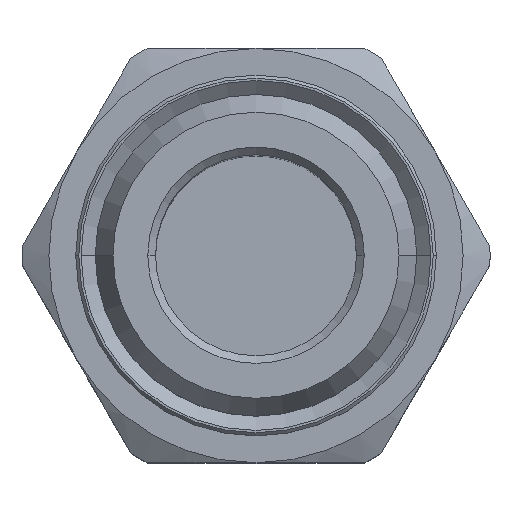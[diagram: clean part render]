
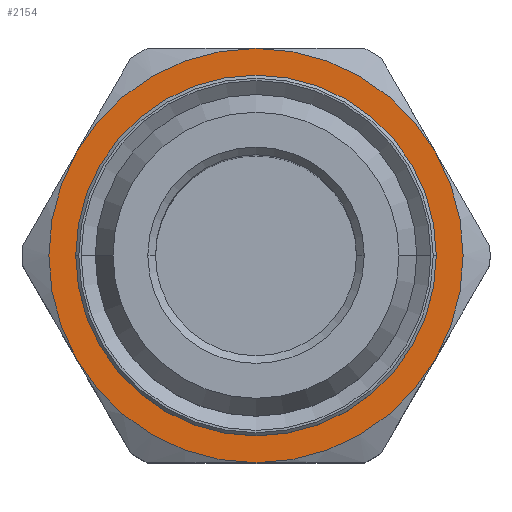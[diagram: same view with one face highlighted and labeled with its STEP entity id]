
A CAD part, top view. The second image highlights one B-rep face of the part: STEP entity #2154.
In plain terms, the highlighted face is planar.
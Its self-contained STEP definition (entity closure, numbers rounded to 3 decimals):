
#794=CARTESIAN_POINT('',(11.75,0.,-40.489));
#795=VERTEX_POINT('',#794);
#811=CARTESIAN_POINT('',(-11.75,0.,-40.489));
#812=VERTEX_POINT('',#811);
#819=CARTESIAN_POINT('',(0.0,0.,-40.489));
#820=DIRECTION('',(0.0,0.0,-1.0));
#821=DIRECTION('',(1.0,0.0,0.0));
#822=AXIS2_PLACEMENT_3D('',#819,#820,#821);
#823=CIRCLE('',#822,11.75);
#824=EDGE_CURVE('',#812,#795,#823,.T.);
#1196=CARTESIAN_POINT('',(0.0,0.,-40.489));
#1197=DIRECTION('',(0.0,0.0,-1.0));
#1198=DIRECTION('',(1.0,0.0,0.0));
#1199=AXIS2_PLACEMENT_3D('',#1196,#1197,#1198);
#1200=CIRCLE('',#1199,11.75);
#1201=EDGE_CURVE('',#795,#812,#1200,.T.);
#1340=CARTESIAN_POINT('',(-11.691,-6.75,-40.489));
#1341=VERTEX_POINT('',#1340);
#1364=CARTESIAN_POINT('',(-11.691,6.75,-40.489));
#1365=VERTEX_POINT('',#1364);
#1379=CARTESIAN_POINT('',(0.0,0.,-40.489));
#1380=DIRECTION('',(0.0,0.0,-1.0));
#1381=DIRECTION('',(-1.0,0.0,0.0));
#1382=AXIS2_PLACEMENT_3D('',#1379,#1380,#1381);
#1383=CIRCLE('',#1382,13.5);
#1384=EDGE_CURVE('',#1341,#1365,#1383,.T.);
#1396=CARTESIAN_POINT('',(0.,-13.5,-40.489));
#1397=VERTEX_POINT('',#1396);
#1433=CARTESIAN_POINT('',(0.0,0.,-40.489));
#1434=DIRECTION('',(0.0,0.0,-1.0));
#1435=DIRECTION('',(-1.0,0.0,0.0));
#1436=AXIS2_PLACEMENT_3D('',#1433,#1434,#1435);
#1437=CIRCLE('',#1436,13.5);
#1438=EDGE_CURVE('',#1397,#1341,#1437,.T.);
#1450=CARTESIAN_POINT('',(11.691,-6.75,-40.489));
#1451=VERTEX_POINT('',#1450);
#1487=CARTESIAN_POINT('',(0.0,0.,-40.489));
#1488=DIRECTION('',(0.0,0.0,-1.0));
#1489=DIRECTION('',(-1.0,0.0,0.0));
#1490=AXIS2_PLACEMENT_3D('',#1487,#1488,#1489);
#1491=CIRCLE('',#1490,13.5);
#1492=EDGE_CURVE('',#1451,#1397,#1491,.T.);
#1517=CARTESIAN_POINT('',(11.691,6.75,-40.489));
#1518=VERTEX_POINT('',#1517);
#1519=CARTESIAN_POINT('',(0.0,0.,-40.489));
#1520=DIRECTION('',(0.0,0.0,-1.0));
#1521=DIRECTION('',(-1.0,0.0,0.0));
#1522=AXIS2_PLACEMENT_3D('',#1519,#1520,#1521);
#1523=CIRCLE('',#1522,13.5);
#1524=EDGE_CURVE('',#1518,#1451,#1523,.T.);
#1571=CARTESIAN_POINT('',(0.,13.5,-40.489));
#1572=VERTEX_POINT('',#1571);
#1573=CARTESIAN_POINT('',(0.0,0.,-40.489));
#1574=DIRECTION('',(0.0,0.0,-1.0));
#1575=DIRECTION('',(-1.0,0.0,0.0));
#1576=AXIS2_PLACEMENT_3D('',#1573,#1574,#1575);
#1577=CIRCLE('',#1576,13.5);
#1578=EDGE_CURVE('',#1572,#1518,#1577,.T.);
#1625=CARTESIAN_POINT('',(0.0,0.,-40.489));
#1626=DIRECTION('',(0.0,0.0,-1.0));
#1627=DIRECTION('',(-1.0,0.0,0.0));
#1628=AXIS2_PLACEMENT_3D('',#1625,#1626,#1627);
#1629=CIRCLE('',#1628,13.5);
#1630=EDGE_CURVE('',#1365,#1572,#1629,.T.);
#2137=CARTESIAN_POINT('',(0.,0.,-40.489));
#2138=DIRECTION('',(0.0,0.0,-1.0));
#2139=DIRECTION('',(1.0,0.0,0.0));
#2140=AXIS2_PLACEMENT_3D('',#2137,#2138,#2139);
#2141=PLANE('',#2140);
#2142=ORIENTED_EDGE('',*,*,#1630,.T.);
#2143=ORIENTED_EDGE('',*,*,#1578,.T.);
#2144=ORIENTED_EDGE('',*,*,#1524,.T.);
#2145=ORIENTED_EDGE('',*,*,#1492,.T.);
#2146=ORIENTED_EDGE('',*,*,#1438,.T.);
#2147=ORIENTED_EDGE('',*,*,#1384,.T.);
#2148=EDGE_LOOP('',(#2142,#2143,#2144,#2145,#2146,#2147));
#2149=FACE_OUTER_BOUND('',#2148,.T.);
#2150=ORIENTED_EDGE('',*,*,#1201,.F.);
#2151=ORIENTED_EDGE('',*,*,#824,.F.);
#2152=EDGE_LOOP('',(#2150,#2151));
#2153=FACE_BOUND('',#2152,.T.);
#2154=ADVANCED_FACE('',(#2149,#2153),#2141,.T.);
